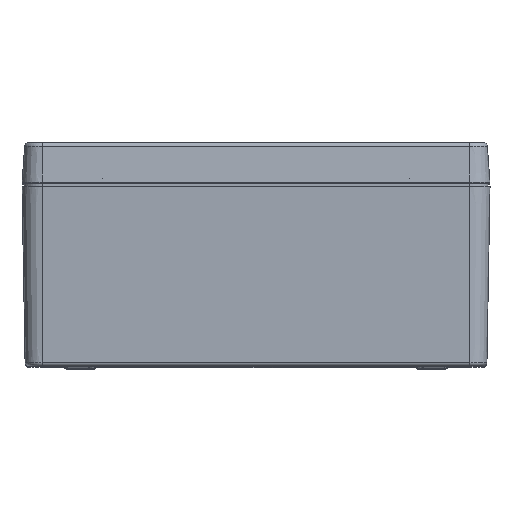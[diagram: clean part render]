
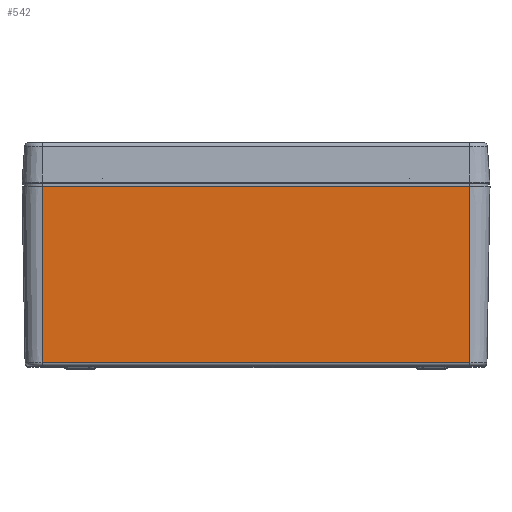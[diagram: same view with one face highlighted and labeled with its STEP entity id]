
A CAD part, top view. The second image highlights one B-rep face of the part: STEP entity #542.
In plain terms, the highlighted planar face has unit normal (0, -0.018, 1).
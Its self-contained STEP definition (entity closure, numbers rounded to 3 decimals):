
#542 = ADVANCED_FACE( '', ( #1920 ), #1921, .T. );
#1920 = FACE_OUTER_BOUND( '', #4901, .T. );
#1921 = PLANE( '', #4902 );
#4901 = EDGE_LOOP( '', ( #10881, #10882, #10883, #10884 ) );
#4902 = AXIS2_PLACEMENT_3D( '', #10885, #10886, #10887 );
#10881 = ORIENTED_EDGE( '', *, *, #21529, .F. );
#10882 = ORIENTED_EDGE( '', *, *, #21530, .F. );
#10883 = ORIENTED_EDGE( '', *, *, #21531, .T. );
#10884 = ORIENTED_EDGE( '', *, *, #21532, .F. );
#10885 = CARTESIAN_POINT( '', ( -116.144, 88.5, 140. ) );
#10886 = DIRECTION( '', ( 0., -0.017, 1. ) );
#10887 = DIRECTION( '', ( -1., 0., 0. ) );
#21529 = EDGE_CURVE( '', #24891, #24892, #24893, .T. );
#21530 = EDGE_CURVE( '', #24894, #24891, #24895, .T. );
#21531 = EDGE_CURVE( '', #24894, #24896, #24897, .T. );
#21532 = EDGE_CURVE( '', #24892, #24896, #24898, .T. );
#24891 = VERTEX_POINT( '', #31808 );
#24892 = VERTEX_POINT( '', #31809 );
#24893 = LINE( '', #31810, #31811 );
#24894 = VERTEX_POINT( '', #31812 );
#24895 = LINE( '', #31813, #31814 );
#24896 = VERTEX_POINT( '', #31815 );
#24897 = LINE( '', #31816, #31817 );
#24898 = LINE( '', #31818, #31819 );
#31808 = CARTESIAN_POINT( '', ( 105., 88.5, 140. ) );
#31809 = CARTESIAN_POINT( '', ( 105., 1.965, 138.49 ) );
#31810 = CARTESIAN_POINT( '', ( 105., 88.5, 140. ) );
#31811 = VECTOR( '', #44506, 1000. );
#31812 = CARTESIAN_POINT( '', ( -105., 88.5, 140. ) );
#31813 = CARTESIAN_POINT( '', ( -105., 88.5, 140. ) );
#31814 = VECTOR( '', #44507, 1000. );
#31815 = CARTESIAN_POINT( '', ( -105., 1.965, 138.49 ) );
#31816 = CARTESIAN_POINT( '', ( -105., 88.5, 140. ) );
#31817 = VECTOR( '', #44508, 1000. );
#31818 = CARTESIAN_POINT( '', ( 105., 1.965, 138.49 ) );
#31819 = VECTOR( '', #44509, 1000. );
#44506 = DIRECTION( '', ( 0., -1., -0.017 ) );
#44507 = DIRECTION( '', ( 1., 0., 0. ) );
#44508 = DIRECTION( '', ( 0., -1., -0.017 ) );
#44509 = DIRECTION( '', ( -1., 0., 0. ) );
